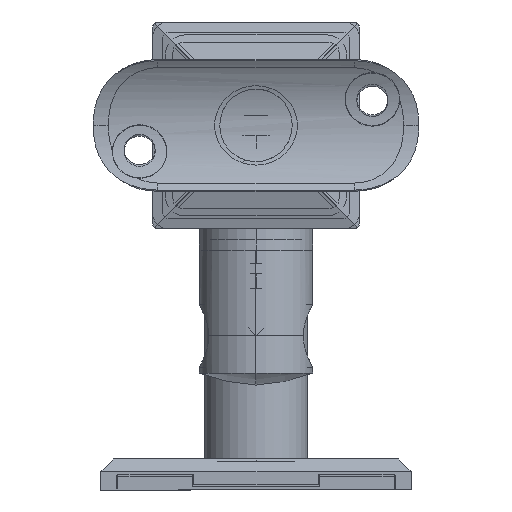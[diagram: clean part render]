
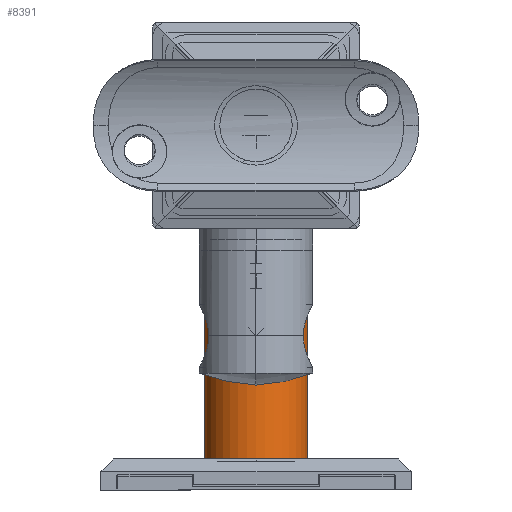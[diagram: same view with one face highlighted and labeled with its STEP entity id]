
A CAD part, front view. The second image highlights one B-rep face of the part: STEP entity #8391.
In plain terms, the highlighted cylindrical face has radius 10 mm (diameter 20 mm), a partial arc.
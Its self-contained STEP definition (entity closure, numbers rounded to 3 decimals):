
#150 = CARTESIAN_POINT ( 'NONE',  ( 0., -22.5, -10. ) ) ;
#691 = CARTESIAN_POINT ( 'NONE',  ( 0., -22.5, 10. ) ) ;
#3173 = AXIS2_PLACEMENT_3D ( 'NONE', #5348, #10615, #10895 ) ;
#3716 = FACE_OUTER_BOUND ( 'NONE', #13693, .T. ) ;
#4102 = VERTEX_POINT ( 'NONE', #9158 ) ;
#4572 = ORIENTED_EDGE ( 'NONE', *, *, #12850, .T. ) ;
#5082 = CIRCLE ( 'NONE', #15813, 10. ) ;
#5348 = CARTESIAN_POINT ( 'NONE',  ( 0., -22.5, 0. ) ) ;
#5865 = VECTOR ( 'NONE', #12004, 1000. ) ;
#5902 = DIRECTION ( 'NONE',  ( 1., 0., 0. ) ) ;
#6440 = VECTOR ( 'NONE', #16625, 1000. ) ;
#6934 = DIRECTION ( 'NONE',  ( 1., 0., 0. ) ) ;
#7171 = CARTESIAN_POINT ( 'NONE',  ( 0., 22.5, 10. ) ) ;
#7500 = VERTEX_POINT ( 'NONE', #7694 ) ;
#7694 = CARTESIAN_POINT ( 'NONE',  ( 0., -22.5, -10. ) ) ;
#8391 = ADVANCED_FACE ( 'NONE', ( #3716 ), #9435, .T. ) ;
#9158 = CARTESIAN_POINT ( 'NONE',  ( 0., 22.5, -10. ) ) ;
#9435 = CYLINDRICAL_SURFACE ( 'NONE', #3173, 10. ) ;
#9530 = LINE ( 'NONE', #10621, #5865 ) ;
#10015 = AXIS2_PLACEMENT_3D ( 'NONE', #15621, #14083, #5902 ) ;
#10615 = DIRECTION ( 'NONE',  ( 0., 1., 0. ) ) ;
#10621 = CARTESIAN_POINT ( 'NONE',  ( 0., -22.5, 10. ) ) ;
#10895 = DIRECTION ( 'NONE',  ( 0., 0., 1. ) ) ;
#10920 = ORIENTED_EDGE ( 'NONE', *, *, #13006, .F. ) ;
#11268 = VERTEX_POINT ( 'NONE', #7171 ) ;
#12004 = DIRECTION ( 'NONE',  ( 0., 1., 0. ) ) ;
#12077 = VERTEX_POINT ( 'NONE', #691 ) ;
#12850 = EDGE_CURVE ( 'NONE', #12077, #11268, #9530, .T. ) ;
#13006 = EDGE_CURVE ( 'NONE', #7500, #4102, #16530, .T. ) ;
#13693 = EDGE_LOOP ( 'NONE', ( #10920, #13903, #4572, #15420 ) ) ;
#13903 = ORIENTED_EDGE ( 'NONE', *, *, #16996, .T. ) ;
#14035 = DIRECTION ( 'NONE',  ( 0., 1., 0. ) ) ;
#14083 = DIRECTION ( 'NONE',  ( 0., 1., 0. ) ) ;
#15251 = CIRCLE ( 'NONE', #10015, 10. ) ;
#15420 = ORIENTED_EDGE ( 'NONE', *, *, #16114, .F. ) ;
#15575 = CARTESIAN_POINT ( 'NONE',  ( 0., -22.5, 0. ) ) ;
#15621 = CARTESIAN_POINT ( 'NONE',  ( 0., 22.5, 0. ) ) ;
#15813 = AXIS2_PLACEMENT_3D ( 'NONE', #15575, #14035, #6934 ) ;
#16114 = EDGE_CURVE ( 'NONE', #4102, #11268, #15251, .T. ) ;
#16530 = LINE ( 'NONE', #150, #6440 ) ;
#16625 = DIRECTION ( 'NONE',  ( 0., 1., 0. ) ) ;
#16996 = EDGE_CURVE ( 'NONE', #7500, #12077, #5082, .T. ) ;
